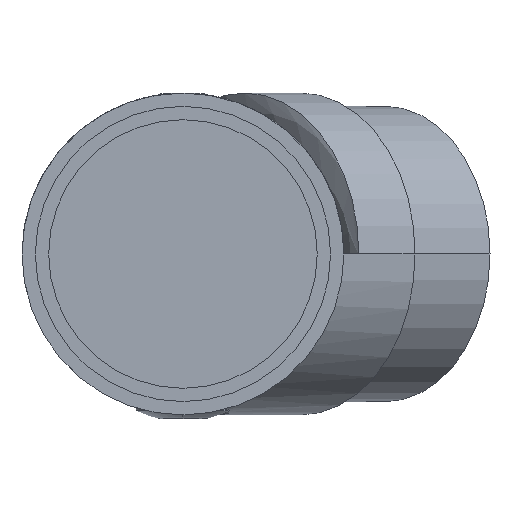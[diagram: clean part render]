
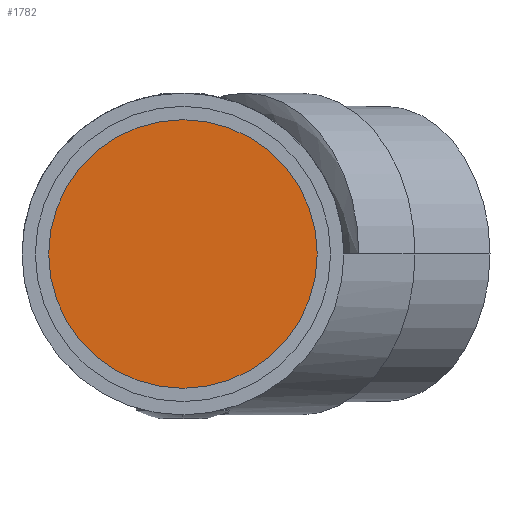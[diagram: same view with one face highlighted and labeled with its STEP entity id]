
A CAD part, left-side view. The second image highlights one B-rep face of the part: STEP entity #1782.
In plain terms, the highlighted planar face has unit normal (-1, 0, 0).
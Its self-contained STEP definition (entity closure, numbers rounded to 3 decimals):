
#45 = DIRECTION ( 'NONE',  ( -1., 0., 0. ) ) ;
#171 = DIRECTION ( 'NONE',  ( 0., 0., 1. ) ) ;
#199 = DIRECTION ( 'NONE',  ( 0., 0., -1. ) ) ;
#322 = VERTEX_POINT ( 'NONE', #1489 ) ;
#323 = AXIS2_PLACEMENT_3D ( 'NONE', #430, #589, #171 ) ;
#335 = PLANE ( 'NONE',  #806 ) ;
#346 = CIRCLE ( 'NONE', #323, 20.15 ) ;
#430 = CARTESIAN_POINT ( 'NONE',  ( -28., 0., 0. ) ) ;
#589 = DIRECTION ( 'NONE',  ( -1., 0., 0. ) ) ;
#653 = ORIENTED_EDGE ( 'NONE', *, *, #1431, .T. ) ;
#806 = AXIS2_PLACEMENT_3D ( 'NONE', #1659, #1653, #199 ) ;
#895 = EDGE_LOOP ( 'NONE', ( #1311, #653 ) ) ;
#965 = CIRCLE ( 'NONE', #1765, 20.15 ) ;
#1250 = FACE_OUTER_BOUND ( 'NONE', #895, .T. ) ;
#1295 = EDGE_CURVE ( 'NONE', #322, #1433, #346, .T. ) ;
#1311 = ORIENTED_EDGE ( 'NONE', *, *, #1295, .T. ) ;
#1431 = EDGE_CURVE ( 'NONE', #1433, #322, #965, .T. ) ;
#1433 = VERTEX_POINT ( 'NONE', #1841 ) ;
#1489 = CARTESIAN_POINT ( 'NONE',  ( -28., 0., 20.15 ) ) ;
#1653 = DIRECTION ( 'NONE',  ( 1., 0., 0. ) ) ;
#1659 = CARTESIAN_POINT ( 'NONE',  ( -28., 20.15, 0. ) ) ;
#1662 = CARTESIAN_POINT ( 'NONE',  ( -28., 0., 0. ) ) ;
#1673 = DIRECTION ( 'NONE',  ( 0., 0., 1. ) ) ;
#1765 = AXIS2_PLACEMENT_3D ( 'NONE', #1662, #45, #1673 ) ;
#1782 = ADVANCED_FACE ( 'NONE', ( #1250 ), #335, .F. ) ;
#1841 = CARTESIAN_POINT ( 'NONE',  ( -28., 0., -20.15 ) ) ;
